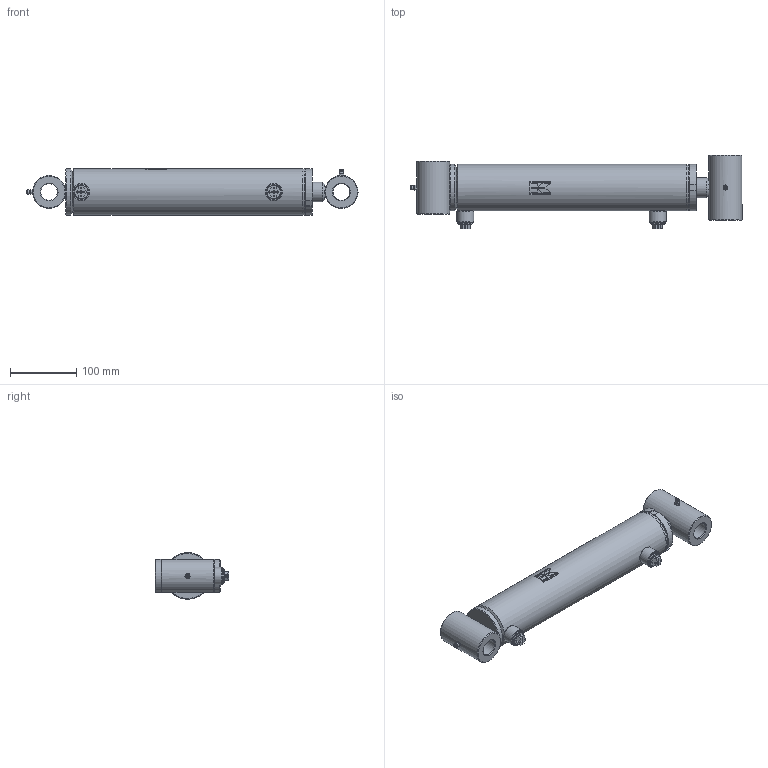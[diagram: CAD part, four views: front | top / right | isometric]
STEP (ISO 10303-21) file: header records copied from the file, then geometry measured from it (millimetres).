
FILE_DESCRIPTION (( 'STEP AP214' ), '1' );
FILE_NAME ('CFGCY0073614-Cylinder.step', '2026-03-10T10:42:16', ( 'Kramp IT' ), ( 'Kramp' ), 'SwSTEP 2.0', 'SolidWorks 2025', '' );
FILE_SCHEMA (( 'AUTOMOTIVE_DESIGN' ));
Length unit declared in the file: millimetre
Products named in the file (21): Rod-WA_Simplified; DS2906015; LSN06E; BUSH-RD; GN61180; Tube-MA_Simplified; BUSHVM-EC; Tube-WA_Simplified; DS2906013030_Simplified; DC3906001; BUSHVM-RD; BUSH-EC; CFGCY0073614-Cylinder; Rod_Simplified; DS2906013030VM_Simplified; MATE-AID; SP06M; DS2906004_Simplified; DS2906004VM_Simplified; Tube_Simplified
Assembly tree (22 placements, depth 4):
  CFGCY0073614-Cylinder
    Tube-WA_Simplified
      Tube-MA_Simplified
        Tube_Simplified
        LSN06E
      LSN06E
      DC3906001
        DC3906001
      BUSHVM-EC
        BUSH-EC
    Rod-WA_Simplified
      Rod_Simplified
      BUSHVM-RD
        BUSH-RD
    DS2906013030VM_Simplified
      DS2906013030_Simplified
    DS2906004VM_Simplified
      DS2906004_Simplified
    DS2906015
    SP06M  x2
    GN61180  x2
  MATE-AID
Bounding box: 499.79 x 111 x 70 mm (x, y, z)
Volume: 1164042.1 mm3; surface area: 288248 mm2
Topology: 14 solids, 14 shells, 298 faces, 636 edges, 413 vertices
Faces by surface type: plane 155, cylinder 80, cone 42, torus 15, bspline 4, sphere 2
Full cylindrical faces by diameter (mm): 4.73 x2, 6 x2, 6.5 x2, 10 x2, 14.95 x2, 16.5 x1, 16.66 x2, 22.2 x2, 24 x1, 25 x3, 26 x2, 28 x2, 30 x2, 44 x1, 50 x2, 55.39 x2, 58.65 x2, 60 x2, 64 x1, 69.5 x1, 70 x3
Entity records: 7777 total; most frequent: CARTESIAN_POINT 1541, DIRECTION 984, ORIENTED_EDGE 722, AXIS2_PLACEMENT_3D 404, EDGE_CURVE 361, EDGE_LOOP 344, VERTEX_POINT 279, FACE_OUTER_BOUND 262
